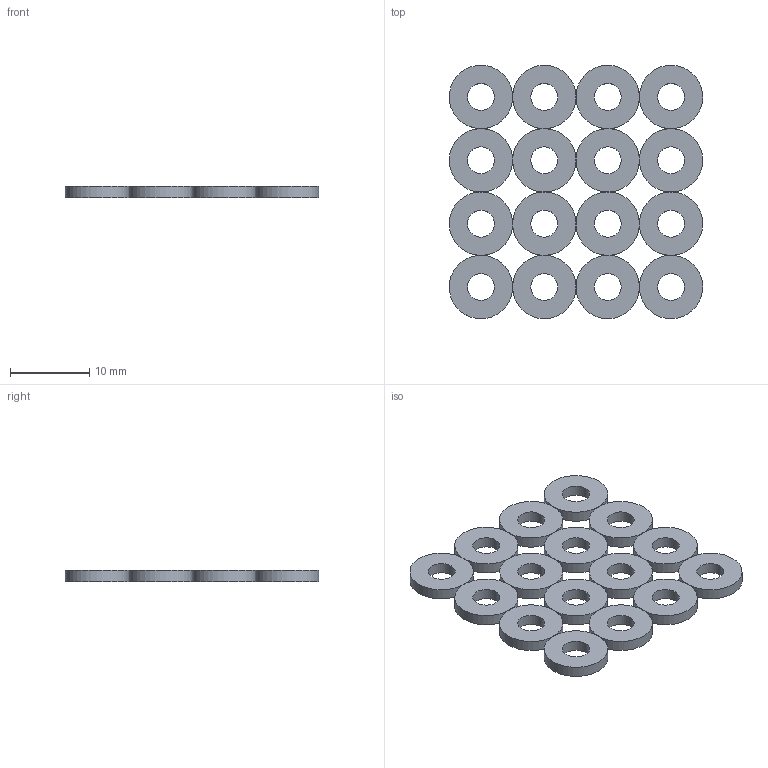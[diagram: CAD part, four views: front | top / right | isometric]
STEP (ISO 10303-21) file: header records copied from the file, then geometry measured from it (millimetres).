
FILE_DESCRIPTION(('FreeCAD Model'),'2;1');
FILE_NAME( 'M3-Washer.step', '2020-08-13T21:12:52',('Author'),(''), 'Open CASCADE STEP processor 7.3','FreeCAD','Unknown');
FILE_SCHEMA(('CONFIG_CONTROL_DESIGN','SHAPE_APPEARANCE_LAYER_MIM'));
Length unit declared in the file: millimetre
Products named in the file (1): M3-Washer
Bounding box: 31.98 x 31.98 x 1.4 mm (x, y, z)
Volume: 922.5 mm3; surface area: 2098.2 mm2
Topology: 1 solids, 1 shells, 148 faces, 324 edges, 160 vertices
Faces by surface type: plane 80, cylinder 68
Full cylindrical faces by diameter (mm): 3.4 x16
Entity records: 4151 total; most frequent: DIRECTION 878, ORIENTED_EDGE 648, CARTESIAN_POINT 633, AXIS2_PLACEMENT_3D 405, EDGE_CURVE 324, CIRCLE 256, FACE_BOUND 180, EDGE_LOOP 180
